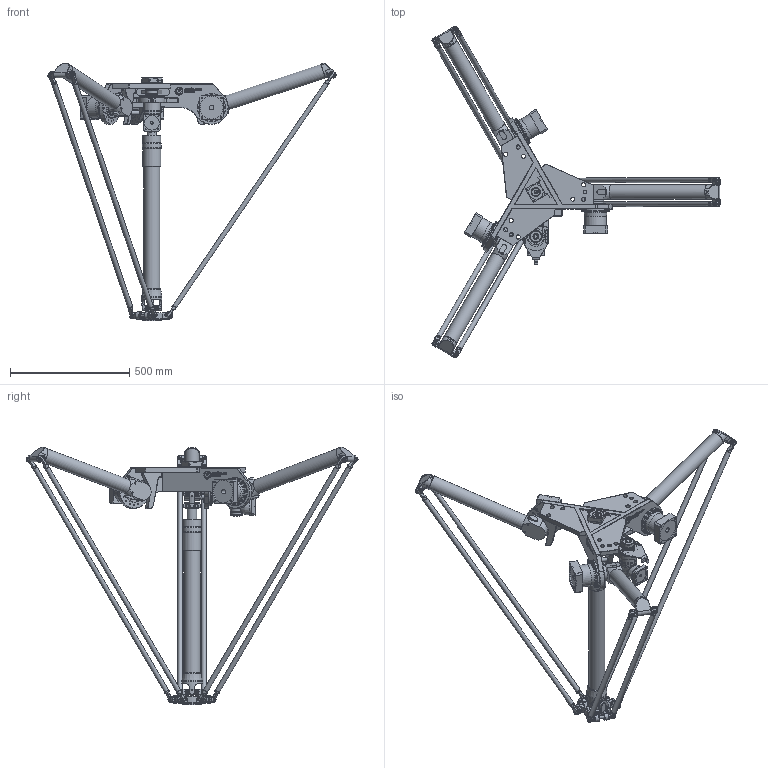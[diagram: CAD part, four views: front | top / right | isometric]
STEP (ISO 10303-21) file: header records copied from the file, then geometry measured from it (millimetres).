
FILE_DESCRIPTION(/* description */ (''),/* implementation_level */ '2;1');
FILE_NAME(/* name */ '3D-model_A_00805-T1.stp',/* time_stamp */ '2022-01-03T08:53:59+01:00',/* author */ ('michael.schutter'),/* organization */ ('Majatronic'),/* preprocessor_version */ 'ST-DEVELOPER v16.5',/* originating_system */ 'Autodesk Inventor 2017',/* authorisation */ '');
FILE_SCHEMA (('AUTOMOTIVE_DESIGN { 1 0 10303 214 3 1 1 }'));
Length unit declared in the file: millimetre
Products named in the file (14): A_00805-T1_DUMMY; MT_BGR00018862MT_BGR; MT_WST00058569MT_WST; MT_WST00058597MT_WST; MT_WST00058598MT_WST; MT_WST00061080MT_WST; MT_WST00060467MT_WST; MT_WST00050715MT_WST; MT_WST00031699MT_WST; MT_WST00065730MT_WST; MT_WST00106842; MT_WST00066319MT_WST; MT_WST00110595; MT_WST00110596
Assembly tree (28 placements, depth 3):
  A_00805-T1_DUMMY
    MT_BGR00018862MT_BGR
      MT_WST00058569MT_WST
      MT_WST00058597MT_WST  x3
      MT_WST00058598MT_WST
    MT_WST00031699MT_WST  x6
    MT_WST00061080MT_WST  x6
    MT_WST00060467MT_WST  x3
    MT_WST00106842  x2
    MT_WST00050715MT_WST
    MT_WST00065730MT_WST
    MT_WST00066319MT_WST
    MT_WST00110595
    MT_WST00110596
Bounding box: 1206.49 x 1389.79 x 1078.21 mm (x, y, z)
Volume: 20701336 mm3; surface area: 2275337.5 mm2
Topology: 27 solids, 27 shells, 3944 faces, 9091 edges, 5692 vertices
Faces by surface type: plane 2112, cylinder 1114, cone 399, bspline 188, torus 123, sphere 8
Full cylindrical faces by diameter (mm): 2 x6, 2.06 x1, 3.459 x4, 4.134 x9, 4.917 x13, 5 x48, 5.5 x1, 6 x37, 6.647 x12, 7 x14, 8 x40, 8.5 x96, 10 x42, 11 x1, 11.4 x1, 12 x27, 15 x4, 15.4 x1, 15.922 x1, 16 x28, 17.5 x9, 18 x32, 19 x3, 20 x28, 23 x1, 23.9 x1, 24 x1, 25 x3, 27 x2, 28.4 x1
Entity records: 81781 total; most frequent: CARTESIAN_POINT 23347, DIRECTION 11900, ORIENTED_EDGE 11100, EDGE_CURVE 5550, AXIS2_PLACEMENT_3D 4366, VERTEX_POINT 3722, EDGE_LOOP 3348, LINE 3168
